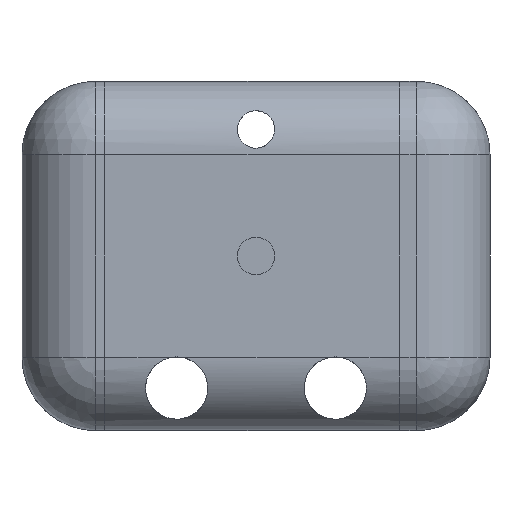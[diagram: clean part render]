
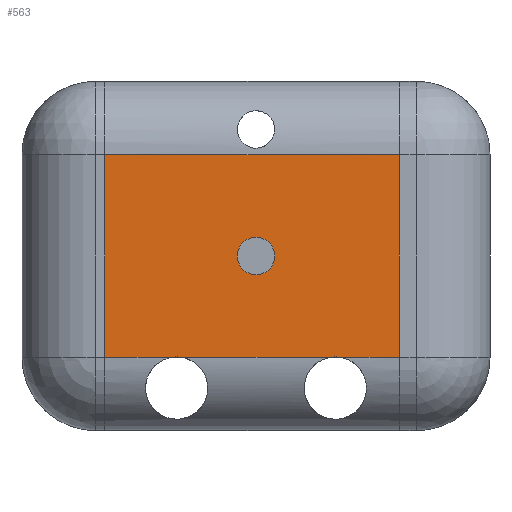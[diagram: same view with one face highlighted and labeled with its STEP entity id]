
A CAD part, front view. The second image highlights one B-rep face of the part: STEP entity #563.
In plain terms, the highlighted planar face has unit normal (0, -1, 0).
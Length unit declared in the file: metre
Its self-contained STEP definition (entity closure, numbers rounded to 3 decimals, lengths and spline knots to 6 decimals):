
#21=PLANE('',#621);
#38=LINE('',#902,#74);
#40=LINE('',#913,#76);
#41=LINE('',#915,#77);
#42=LINE('',#917,#78);
#43=LINE('',#918,#79);
#44=LINE('',#922,#80);
#74=VECTOR('',#712,1.);
#76=VECTOR('',#722,1.);
#77=VECTOR('',#723,1.);
#78=VECTOR('',#724,1.);
#79=VECTOR('',#725,1.);
#80=VECTOR('',#728,1.);
#138=ORIENTED_EDGE('',*,*,#300,.F.);
#139=ORIENTED_EDGE('',*,*,#301,.T.);
#140=ORIENTED_EDGE('',*,*,#302,.F.);
#141=ORIENTED_EDGE('',*,*,#303,.T.);
#142=ORIENTED_EDGE('',*,*,#296,.T.);
#143=ORIENTED_EDGE('',*,*,#304,.T.);
#144=ORIENTED_EDGE('',*,*,#305,.F.);
#145=ORIENTED_EDGE('',*,*,#306,.T.);
#146=ORIENTED_EDGE('',*,*,#307,.F.);
#296=EDGE_CURVE('',#377,#376,#38,.T.);
#300=EDGE_CURVE('',#380,#381,#420,.T.);
#301=EDGE_CURVE('',#380,#382,#40,.F.);
#302=EDGE_CURVE('',#383,#382,#41,.T.);
#303=EDGE_CURVE('',#383,#377,#42,.T.);
#304=EDGE_CURVE('',#376,#384,#43,.F.);
#305=EDGE_CURVE('',#385,#384,#421,.T.);
#306=EDGE_CURVE('',#385,#381,#44,.F.);
#307=EDGE_CURVE('',#386,#386,#422,.T.);
#376=VERTEX_POINT('',#901);
#377=VERTEX_POINT('',#903);
#380=VERTEX_POINT('',#911);
#381=VERTEX_POINT('',#912);
#382=VERTEX_POINT('',#914);
#383=VERTEX_POINT('',#916);
#384=VERTEX_POINT('',#919);
#385=VERTEX_POINT('',#921);
#386=VERTEX_POINT('',#924);
#420=CIRCLE('',#622,0.001245);
#421=CIRCLE('',#623,0.001245);
#422=CIRCLE('',#624,0.00075);
#450=EDGE_LOOP('',(#138,#139,#140,#141,#142,#143,#144,#145));
#451=EDGE_LOOP('',(#146));
#498=FACE_BOUND('',#450,.T.);
#499=FACE_BOUND('',#451,.T.);
#563=ADVANCED_FACE('',(#498,#499),#21,.T.);
#621=AXIS2_PLACEMENT_3D('',#909,#718,#719);
#622=AXIS2_PLACEMENT_3D('',#910,#720,#721);
#623=AXIS2_PLACEMENT_3D('',#920,#726,#727);
#624=AXIS2_PLACEMENT_3D('',#923,#729,#730);
#712=DIRECTION('',(0.,0.,-1.));
#718=DIRECTION('',(0.,-1.,0.));
#719=DIRECTION('',(0.,0.,-1.));
#720=DIRECTION('',(0.,-1.,0.));
#721=DIRECTION('',(0.,0.,-1.));
#722=DIRECTION('',(-1.,0.,0.));
#723=DIRECTION('',(0.,0.,-1.));
#724=DIRECTION('',(-1.,0.,0.));
#725=DIRECTION('',(-1.,0.,0.));
#726=DIRECTION('',(0.,-1.,0.));
#727=DIRECTION('',(0.,0.,-1.));
#728=DIRECTION('',(-1.,0.,0.));
#729=DIRECTION('',(0.,-1.,0.));
#730=DIRECTION('',(0.,0.,-1.));
#901=CARTESIAN_POINT('',(0.023351,0.181183,0.005483));
#902=CARTESIAN_POINT('',(0.023351,0.181183,0.01651));
#903=CARTESIAN_POINT('',(0.023351,0.181183,0.013567));
#909=CARTESIAN_POINT('',(0.029249,0.181183,0.01651));
#910=CARTESIAN_POINT('',(0.032584,0.181183,0.004242));
#911=CARTESIAN_POINT('',(0.03267,0.181183,0.005483));
#912=CARTESIAN_POINT('',(0.032497,0.181183,0.005483));
#913=CARTESIAN_POINT('',(0.035148,0.181183,0.005483));
#914=CARTESIAN_POINT('',(0.035148,0.181183,0.005483));
#915=CARTESIAN_POINT('',(0.035148,0.181183,0.01651));
#916=CARTESIAN_POINT('',(0.035148,0.181183,0.013567));
#917=CARTESIAN_POINT('',(0.029249,0.181183,0.013567));
#918=CARTESIAN_POINT('',(0.035148,0.181183,0.005483));
#919=CARTESIAN_POINT('',(0.026147,0.181183,0.005483));
#920=CARTESIAN_POINT('',(0.026234,0.181183,0.004242));
#921=CARTESIAN_POINT('',(0.02632,0.181183,0.005483));
#922=CARTESIAN_POINT('',(0.035148,0.181183,0.005483));
#923=CARTESIAN_POINT('',(0.029409,0.181183,0.009525));
#924=CARTESIAN_POINT('',(0.029409,0.181183,0.008775));
